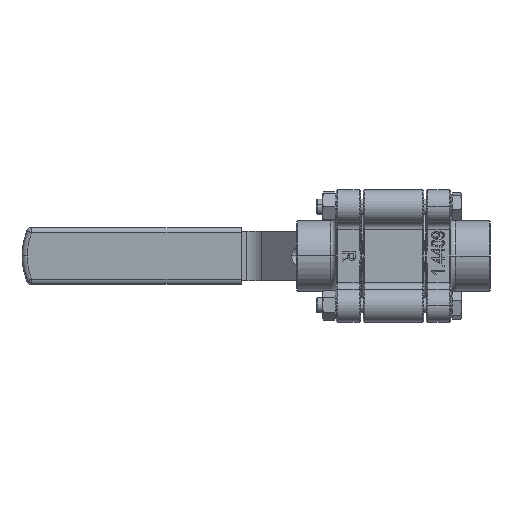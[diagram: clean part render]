
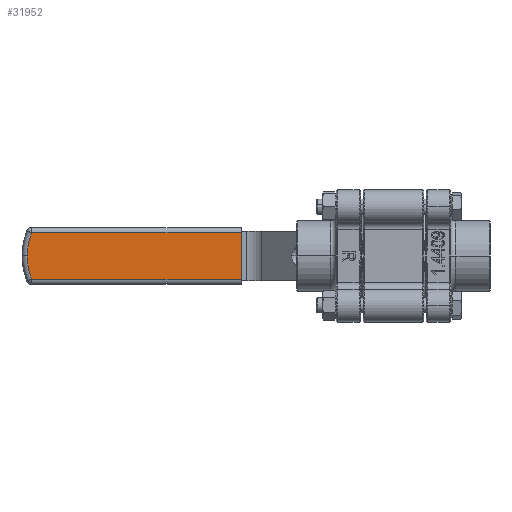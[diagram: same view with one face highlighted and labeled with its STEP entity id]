
A CAD part, front view. The second image highlights one B-rep face of the part: STEP entity #31952.
In plain terms, the highlighted planar face has unit normal (0, -1, 0).
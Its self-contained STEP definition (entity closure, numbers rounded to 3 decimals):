
#504 = DIRECTION ( 'NONE',  ( -1., 0., 0. ) ) ;
#3759 = DIRECTION ( 'NONE',  ( -1., 0., 0. ) ) ;
#3912 = ORIENTED_EDGE ( 'NONE', *, *, #37450, .T. ) ;
#4743 = VERTEX_POINT ( 'NONE', #6695 ) ;
#6695 = CARTESIAN_POINT ( 'NONE',  ( -140.287, 74.715, -9. ) ) ;
#9440 = EDGE_LOOP ( 'NONE', ( #51454, #40491, #3912, #29061, #41937 ) ) ;
#9604 = DIRECTION ( 'NONE',  ( 0., -1., 0. ) ) ;
#11161 = LINE ( 'NONE', #68242, #74968 ) ;
#12437 = CARTESIAN_POINT ( 'NONE',  ( -59., 74.715, -11. ) ) ;
#13092 = LINE ( 'NONE', #12437, #44001 ) ;
#16622 = DIRECTION ( 'NONE',  ( 0., -1., 0. ) ) ;
#16962 = AXIS2_PLACEMENT_3D ( 'NONE', #46576, #9604, #52798 ) ;
#18666 = DIRECTION ( 'NONE',  ( 0., 0., 1. ) ) ;
#23609 = EDGE_CURVE ( 'NONE', #37653, #35840, #13092, .T. ) ;
#26560 = VECTOR ( 'NONE', #48359, 1000. ) ;
#26726 = EDGE_CURVE ( 'NONE', #29306, #4743, #69952, .T. ) ;
#29061 = ORIENTED_EDGE ( 'NONE', *, *, #26726, .T. ) ;
#29306 = VERTEX_POINT ( 'NONE', #60440 ) ;
#31952 = ADVANCED_FACE ( 'NONE', ( #51778 ), #58532, .F. ) ;
#32500 = CARTESIAN_POINT ( 'NONE',  ( -59., 74.715, -9. ) ) ;
#35840 = VERTEX_POINT ( 'NONE', #48698 ) ;
#37450 = EDGE_CURVE ( 'NONE', #48710, #29306, #40658, .T. ) ;
#37653 = VERTEX_POINT ( 'NONE', #32500 ) ;
#40491 = ORIENTED_EDGE ( 'NONE', *, *, #44070, .T. ) ;
#40658 = CIRCLE ( 'NONE', #42670, 24.5 ) ;
#40693 = DIRECTION ( 'NONE',  ( 0., 1., 0. ) ) ;
#41937 = ORIENTED_EDGE ( 'NONE', *, *, #59356, .T. ) ;
#42670 = AXIS2_PLACEMENT_3D ( 'NONE', #53595, #16622, #59835 ) ;
#43015 = LINE ( 'NONE', #60259, #26560 ) ;
#44001 = VECTOR ( 'NONE', #18666, 1000. ) ;
#44070 = EDGE_CURVE ( 'NONE', #35840, #48710, #11161, .T. ) ;
#46576 = CARTESIAN_POINT ( 'NONE',  ( -117.5, 74.715, 0. ) ) ;
#48359 = DIRECTION ( 'NONE',  ( 1., 0., 0. ) ) ;
#48698 = CARTESIAN_POINT ( 'NONE',  ( -59., 74.715, 9. ) ) ;
#48710 = VERTEX_POINT ( 'NONE', #50667 ) ;
#50667 = CARTESIAN_POINT ( 'NONE',  ( -140.287, 74.715, 9. ) ) ;
#51454 = ORIENTED_EDGE ( 'NONE', *, *, #23609, .T. ) ;
#51778 = FACE_OUTER_BOUND ( 'NONE', #9440, .T. ) ;
#52798 = DIRECTION ( 'NONE',  ( -1., 0., 0. ) ) ;
#53163 = AXIS2_PLACEMENT_3D ( 'NONE', #77682, #40693, #3759 ) ;
#53595 = CARTESIAN_POINT ( 'NONE',  ( -117.5, 74.715, 0. ) ) ;
#58532 = PLANE ( 'NONE',  #53163 ) ;
#59356 = EDGE_CURVE ( 'NONE', #4743, #37653, #43015, .T. ) ;
#59835 = DIRECTION ( 'NONE',  ( -1., 0., 0. ) ) ;
#60259 = CARTESIAN_POINT ( 'NONE',  ( -59., 74.715, -9. ) ) ;
#60440 = CARTESIAN_POINT ( 'NONE',  ( -142., 74.715, 0. ) ) ;
#68242 = CARTESIAN_POINT ( 'NONE',  ( -141.609, 74.715, 9. ) ) ;
#69952 = CIRCLE ( 'NONE', #16962, 24.5 ) ;
#74968 = VECTOR ( 'NONE', #504, 1000. ) ;
#77682 = CARTESIAN_POINT ( 'NONE',  ( -117.5, 74.715, 0. ) ) ;
